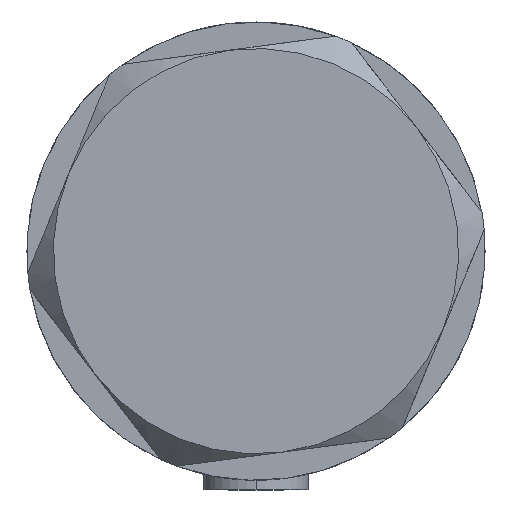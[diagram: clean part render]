
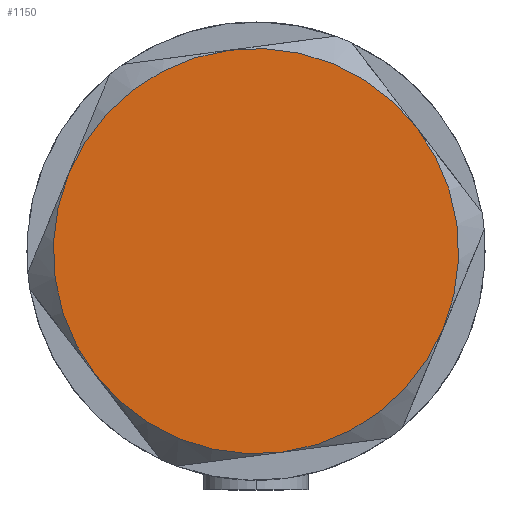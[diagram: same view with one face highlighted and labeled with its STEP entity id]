
A CAD part, left-side view. The second image highlights one B-rep face of the part: STEP entity #1150.
In plain terms, the highlighted face is planar.
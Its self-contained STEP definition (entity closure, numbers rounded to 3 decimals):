
#82 = CARTESIAN_POINT ( 'NONE',  ( -11.5, -19.919, 9. ) ) ;
#506 = ORIENTED_EDGE ( 'NONE', *, *, #3762, .T. ) ;
#520 = EDGE_CURVE ( 'NONE', #3686, #4631, #4460, .T. ) ;
#532 = AXIS2_PLACEMENT_3D ( 'NONE', #3409, #4970, #4925 ) ;
#565 = DIRECTION ( 'NONE',  ( 1., 0., 0. ) ) ;
#573 = CARTESIAN_POINT ( 'NONE',  ( -23., 0., 9. ) ) ;
#575 = CARTESIAN_POINT ( 'NONE',  ( 0., 0., 9. ) ) ;
#693 = AXIS2_PLACEMENT_3D ( 'NONE', #4635, #5042, #700 ) ;
#700 = DIRECTION ( 'NONE',  ( 1., 0., 0. ) ) ;
#726 = CARTESIAN_POINT ( 'NONE',  ( 11.5, -19.919, 9. ) ) ;
#1137 = AXIS2_PLACEMENT_3D ( 'NONE', #2523, #3721, #3335 ) ;
#1150 = ADVANCED_FACE ( 'NONE', ( #1420 ), #2608, .T. ) ;
#1247 = EDGE_CURVE ( 'NONE', #3359, #3606, #2138, .T. ) ;
#1344 = CARTESIAN_POINT ( 'NONE',  ( -11.5, 19.919, 9. ) ) ;
#1420 = FACE_OUTER_BOUND ( 'NONE', #3249, .T. ) ;
#1703 = CARTESIAN_POINT ( 'NONE',  ( 11.5, 19.919, 9. ) ) ;
#1803 = DIRECTION ( 'NONE',  ( 0., 0., 1. ) ) ;
#2138 = CIRCLE ( 'NONE', #4117, 23. ) ;
#2214 = EDGE_CURVE ( 'NONE', #4631, #2353, #4473, .T. ) ;
#2337 = EDGE_CURVE ( 'NONE', #3606, #4836, #5050, .T. ) ;
#2353 = VERTEX_POINT ( 'NONE', #2804 ) ;
#2436 = ORIENTED_EDGE ( 'NONE', *, *, #2214, .T. ) ;
#2523 = CARTESIAN_POINT ( 'NONE',  ( 0., 0., 9. ) ) ;
#2577 = DIRECTION ( 'NONE',  ( 0., 0., 1. ) ) ;
#2608 = PLANE ( 'NONE',  #3629 ) ;
#2680 = DIRECTION ( 'NONE',  ( 0., 0., 1. ) ) ;
#2723 = CIRCLE ( 'NONE', #1137, 23. ) ;
#2804 = CARTESIAN_POINT ( 'NONE',  ( 23., 0., 9. ) ) ;
#3006 = DIRECTION ( 'NONE',  ( 1., 0., 0. ) ) ;
#3056 = AXIS2_PLACEMENT_3D ( 'NONE', #4760, #3195, #4783 ) ;
#3080 = CARTESIAN_POINT ( 'NONE',  ( 0., 0., 9. ) ) ;
#3147 = CIRCLE ( 'NONE', #532, 23. ) ;
#3190 = ORIENTED_EDGE ( 'NONE', *, *, #520, .T. ) ;
#3195 = DIRECTION ( 'NONE',  ( 0., 0., 1. ) ) ;
#3249 = EDGE_LOOP ( 'NONE', ( #2436, #506, #5129, #3956, #4276, #3190 ) ) ;
#3335 = DIRECTION ( 'NONE',  ( 1., 0., 0. ) ) ;
#3359 = VERTEX_POINT ( 'NONE', #1703 ) ;
#3392 = AXIS2_PLACEMENT_3D ( 'NONE', #4179, #2577, #565 ) ;
#3409 = CARTESIAN_POINT ( 'NONE',  ( 0., 0., 9. ) ) ;
#3606 = VERTEX_POINT ( 'NONE', #1344 ) ;
#3629 = AXIS2_PLACEMENT_3D ( 'NONE', #575, #1803, #3006 ) ;
#3686 = VERTEX_POINT ( 'NONE', #82 ) ;
#3721 = DIRECTION ( 'NONE',  ( 0., 0., 1. ) ) ;
#3762 = EDGE_CURVE ( 'NONE', #2353, #3359, #2723, .T. ) ;
#3956 = ORIENTED_EDGE ( 'NONE', *, *, #2337, .T. ) ;
#4117 = AXIS2_PLACEMENT_3D ( 'NONE', #3080, #2680, #4283 ) ;
#4179 = CARTESIAN_POINT ( 'NONE',  ( 0., 0., 9. ) ) ;
#4270 = EDGE_CURVE ( 'NONE', #4836, #3686, #3147, .T. ) ;
#4276 = ORIENTED_EDGE ( 'NONE', *, *, #4270, .T. ) ;
#4283 = DIRECTION ( 'NONE',  ( 1., 0., 0. ) ) ;
#4460 = CIRCLE ( 'NONE', #693, 23. ) ;
#4473 = CIRCLE ( 'NONE', #3392, 23. ) ;
#4631 = VERTEX_POINT ( 'NONE', #726 ) ;
#4635 = CARTESIAN_POINT ( 'NONE',  ( 0., 0., 9. ) ) ;
#4760 = CARTESIAN_POINT ( 'NONE',  ( 0., 0., 9. ) ) ;
#4783 = DIRECTION ( 'NONE',  ( 1., 0., 0. ) ) ;
#4836 = VERTEX_POINT ( 'NONE', #573 ) ;
#4925 = DIRECTION ( 'NONE',  ( 1., 0., 0. ) ) ;
#4970 = DIRECTION ( 'NONE',  ( 0., 0., 1. ) ) ;
#5042 = DIRECTION ( 'NONE',  ( 0., 0., 1. ) ) ;
#5050 = CIRCLE ( 'NONE', #3056, 23. ) ;
#5129 = ORIENTED_EDGE ( 'NONE', *, *, #1247, .T. ) ;
